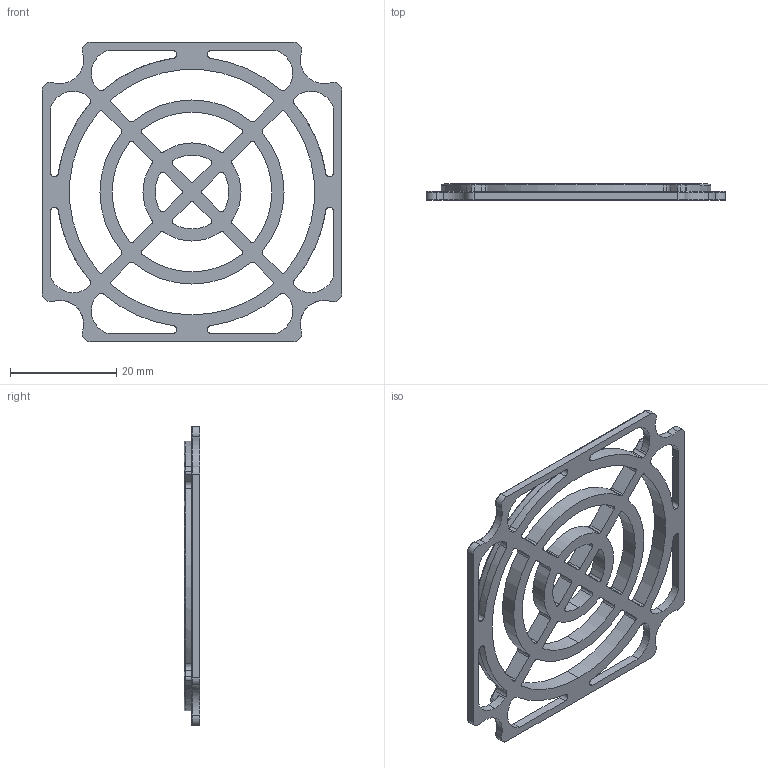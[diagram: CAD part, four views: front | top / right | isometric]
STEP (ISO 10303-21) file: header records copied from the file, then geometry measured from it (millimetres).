
FILE_DESCRIPTION (( 'STEP AP203' ), '1' );
FILE_NAME ('09250-R.STEP', '2020-02-20T01:38:19', ( '' ), ( '' ), 'SwSTEP 2.0', 'SolidWorks 2016', '' );
FILE_SCHEMA (( 'CONFIG_CONTROL_DESIGN' ));
Length unit declared in the file: millimetre
Products named in the file (1): 09250-R
Bounding box: 56.4 x 3 x 56.4 mm (x, y, z)
Volume: 3333.9 mm3; surface area: 5260.8 mm2
Topology: 1 solids, 1 shells, 259 faces, 744 edges, 480 vertices
Faces by surface type: cylinder 164, plane 54, torus 41
Entity records: 8810 total; most frequent: DIRECTION 1671, CARTESIAN_POINT 1502, ORIENTED_EDGE 1488, EDGE_CURVE 744, AXIS2_PLACEMENT_3D 673, VERTEX_POINT 480, CIRCLE 413, VECTOR 325
